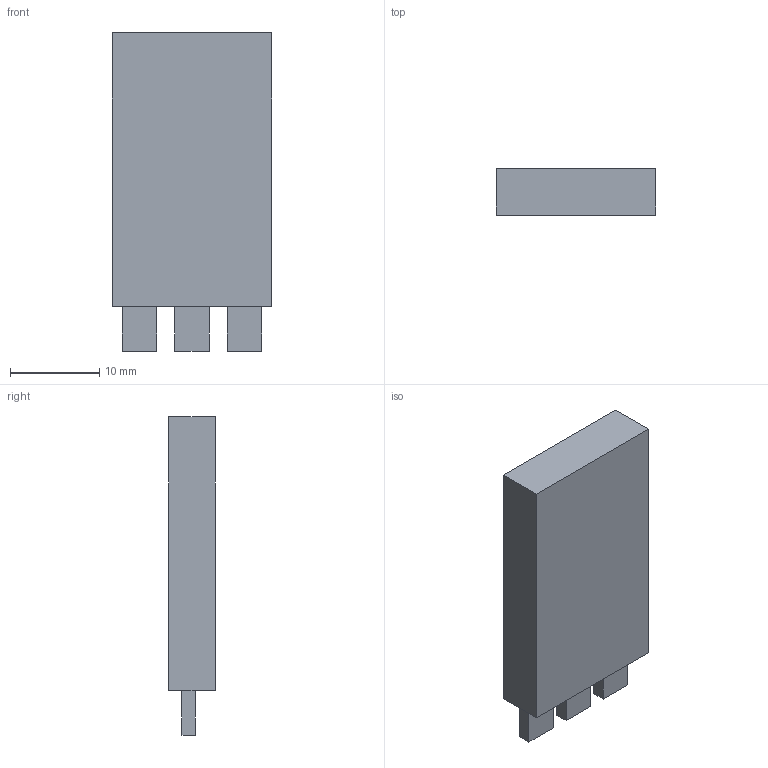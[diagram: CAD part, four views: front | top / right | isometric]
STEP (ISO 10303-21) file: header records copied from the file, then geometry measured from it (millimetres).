
FILE_DESCRIPTION(/* description */ (''),/* implementation_level */ '2;1');
FILE_NAME(/* name */ 'ESC LittleBee - Spring 30A v1.step',/* time_stamp */ '2022-01-19T17:30:16+02:00',/* author */ (''),/* organization */ (''),/* preprocessor_version */ 'ST-DEVELOPER v18.1',/* originating_system */ 'Autodesk Translation Framework v10.10.0.1391',/* authorisation */ '');
FILE_SCHEMA (('AUTOMOTIVE_DESIGN { 1 0 10303 214 3 1 1 }'));
Length unit declared in the file: millimetre
Products named in the file (1): ESC LittleBee - Spring 30A
Bounding box: 17.9 x 5.25 x 35.75 mm (x, y, z)
Volume: 2977.5 mm3; surface area: 1773.7 mm2
Topology: 1 solids, 1 shells, 21 faces, 48 edges, 32 vertices
Faces by surface type: plane 21
Entity records: 622 total; most frequent: CARTESIAN_POINT 102, ORIENTED_EDGE 96, DIRECTION 92, LINE 48, VECTOR 48, EDGE_CURVE 48, VERTEX_POINT 32, EDGE_LOOP 24
